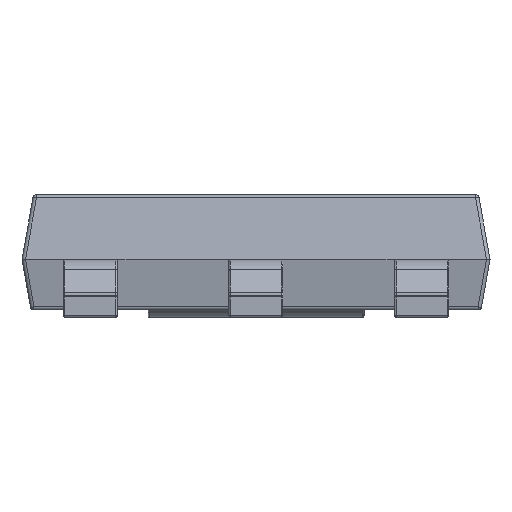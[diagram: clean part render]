
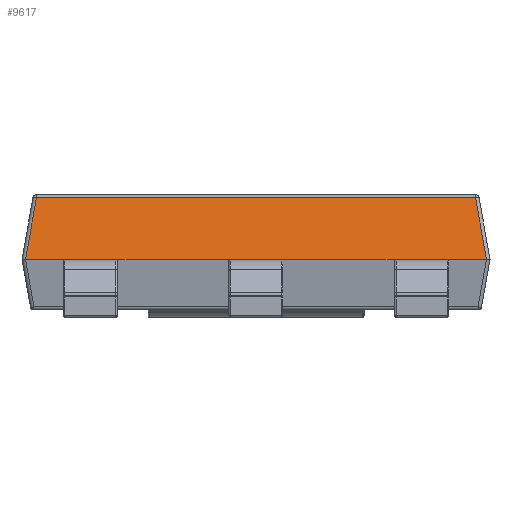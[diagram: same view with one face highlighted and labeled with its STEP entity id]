
A CAD part, front view. The second image highlights one B-rep face of the part: STEP entity #9617.
In plain terms, the highlighted planar face has unit normal (0, -0.985, 0.174).
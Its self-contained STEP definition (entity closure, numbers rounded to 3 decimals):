
#325 = EDGE_CURVE ( 'NONE', #5199, #9970, #5963, .T. ) ;
#406 = DIRECTION ( 'NONE',  ( -0.171, -0.171, -0.97 ) ) ;
#577 = CARTESIAN_POINT ( 'NONE',  ( -3.049, -1.599, 1.659 ) ) ;
#646 = VERTEX_POINT ( 'NONE', #6596 ) ;
#656 = CARTESIAN_POINT ( 'NONE',  ( -3.25, -1.599, 1.659 ) ) ;
#877 = DIRECTION ( 'NONE',  ( 0., -0.985, 0.174 ) ) ;
#998 = CARTESIAN_POINT ( 'NONE',  ( 2.655, -1.75, 0.8 ) ) ;
#1128 = EDGE_CURVE ( 'NONE', #5548, #1382, #3535, .T. ) ;
#1201 = LINE ( 'NONE', #5483, #7855 ) ;
#1256 = VERTEX_POINT ( 'NONE', #7717 ) ;
#1365 = CARTESIAN_POINT ( 'NONE',  ( -3.25, -1.75, 0.8 ) ) ;
#1382 = VERTEX_POINT ( 'NONE', #3010 ) ;
#1444 = CARTESIAN_POINT ( 'NONE',  ( 3.201, -1.75, 0.8 ) ) ;
#1453 = VECTOR ( 'NONE', #2986, 1000. ) ;
#1498 = ORIENTED_EDGE ( 'NONE', *, *, #3258, .T. ) ;
#1630 = PLANE ( 'NONE',  #7778 ) ;
#1637 = EDGE_CURVE ( 'NONE', #7551, #3639, #8439, .T. ) ;
#1667 = LINE ( 'NONE', #1727, #10486 ) ;
#1674 = VECTOR ( 'NONE', #9675, 1000. ) ;
#1727 = CARTESIAN_POINT ( 'NONE',  ( -3.25, -1.75, 0.8 ) ) ;
#1812 = LINE ( 'NONE', #656, #8312 ) ;
#1828 = EDGE_CURVE ( 'NONE', #2394, #5548, #1812, .T. ) ;
#2374 = DIRECTION ( 'NONE',  ( 1., 0., 0. ) ) ;
#2394 = VERTEX_POINT ( 'NONE', #2773 ) ;
#2514 = LINE ( 'NONE', #5575, #4987 ) ;
#2515 = EDGE_CURVE ( 'NONE', #1256, #5199, #1201, .T. ) ;
#2717 = LINE ( 'NONE', #1365, #1453 ) ;
#2773 = CARTESIAN_POINT ( 'NONE',  ( 3.049, -1.599, 1.659 ) ) ;
#2911 = ORIENTED_EDGE ( 'NONE', *, *, #10029, .T. ) ;
#2915 = CARTESIAN_POINT ( 'NONE',  ( -3.25, -1.75, 0.8 ) ) ;
#2941 = EDGE_CURVE ( 'NONE', #9970, #2394, #8331, .T. ) ;
#2986 = DIRECTION ( 'NONE',  ( 1., 0., 0. ) ) ;
#3010 = CARTESIAN_POINT ( 'NONE',  ( -3.201, -1.75, 0.8 ) ) ;
#3258 = EDGE_CURVE ( 'NONE', #3639, #3945, #1667, .T. ) ;
#3380 = DIRECTION ( 'NONE',  ( 1., 0., 0. ) ) ;
#3455 = DIRECTION ( 'NONE',  ( -0.171, 0.171, 0.97 ) ) ;
#3535 = LINE ( 'NONE', #7576, #7927 ) ;
#3639 = VERTEX_POINT ( 'NONE', #4475 ) ;
#3914 = ORIENTED_EDGE ( 'NONE', *, *, #9121, .T. ) ;
#3945 = VERTEX_POINT ( 'NONE', #3976 ) ;
#3976 = CARTESIAN_POINT ( 'NONE',  ( -0.355, -1.75, 0.8 ) ) ;
#4403 = ORIENTED_EDGE ( 'NONE', *, *, #6424, .T. ) ;
#4475 = CARTESIAN_POINT ( 'NONE',  ( -1.945, -1.75, 0.8 ) ) ;
#4699 = CARTESIAN_POINT ( 'NONE',  ( -3.25, -1.75, 0.8 ) ) ;
#4795 = CARTESIAN_POINT ( 'NONE',  ( -3.25, -1.75, 0.8 ) ) ;
#4911 = VECTOR ( 'NONE', #10168, 1000. ) ;
#4987 = VECTOR ( 'NONE', #7189, 1000. ) ;
#5103 = CARTESIAN_POINT ( 'NONE',  ( 3.012, -1.561, 1.871 ) ) ;
#5199 = VERTEX_POINT ( 'NONE', #998 ) ;
#5364 = ORIENTED_EDGE ( 'NONE', *, *, #325, .T. ) ;
#5483 = CARTESIAN_POINT ( 'NONE',  ( -3.25, -1.75, 0.8 ) ) ;
#5548 = VERTEX_POINT ( 'NONE', #577 ) ;
#5575 = CARTESIAN_POINT ( 'NONE',  ( -3.25, -1.75, 0.8 ) ) ;
#5963 = LINE ( 'NONE', #4699, #7216 ) ;
#6392 = DIRECTION ( 'NONE',  ( 1., 0., 0. ) ) ;
#6424 = EDGE_CURVE ( 'NONE', #646, #1256, #6795, .T. ) ;
#6494 = DIRECTION ( 'NONE',  ( 0., -0.174, -0.985 ) ) ;
#6596 = CARTESIAN_POINT ( 'NONE',  ( 0.355, -1.75, 0.8 ) ) ;
#6704 = VECTOR ( 'NONE', #3455, 1000. ) ;
#6795 = LINE ( 'NONE', #4795, #1674 ) ;
#6811 = ORIENTED_EDGE ( 'NONE', *, *, #1828, .T. ) ;
#7189 = DIRECTION ( 'NONE',  ( 1., 0., 0. ) ) ;
#7216 = VECTOR ( 'NONE', #2374, 1000. ) ;
#7341 = CARTESIAN_POINT ( 'NONE',  ( -3.25, -1.75, 0.8 ) ) ;
#7503 = FACE_OUTER_BOUND ( 'NONE', #9158, .T. ) ;
#7551 = VERTEX_POINT ( 'NONE', #8066 ) ;
#7576 = CARTESIAN_POINT ( 'NONE',  ( -3.202, -1.751, 0.792 ) ) ;
#7717 = CARTESIAN_POINT ( 'NONE',  ( 1.945, -1.75, 0.8 ) ) ;
#7778 = AXIS2_PLACEMENT_3D ( 'NONE', #7341, #877, #6494 ) ;
#7855 = VECTOR ( 'NONE', #6392, 1000. ) ;
#7927 = VECTOR ( 'NONE', #406, 1000. ) ;
#8024 = ORIENTED_EDGE ( 'NONE', *, *, #2515, .T. ) ;
#8066 = CARTESIAN_POINT ( 'NONE',  ( -2.655, -1.75, 0.8 ) ) ;
#8110 = ORIENTED_EDGE ( 'NONE', *, *, #1637, .T. ) ;
#8312 = VECTOR ( 'NONE', #10289, 1000. ) ;
#8331 = LINE ( 'NONE', #5103, #6704 ) ;
#8439 = LINE ( 'NONE', #2915, #4911 ) ;
#9121 = EDGE_CURVE ( 'NONE', #1382, #7551, #2514, .T. ) ;
#9158 = EDGE_LOOP ( 'NONE', ( #6811, #10477, #3914, #8110, #1498, #2911, #4403, #8024, #5364, #9772 ) ) ;
#9617 = ADVANCED_FACE ( 'NONE', ( #7503 ), #1630, .T. ) ;
#9675 = DIRECTION ( 'NONE',  ( 1., 0., 0. ) ) ;
#9772 = ORIENTED_EDGE ( 'NONE', *, *, #2941, .T. ) ;
#9970 = VERTEX_POINT ( 'NONE', #1444 ) ;
#10029 = EDGE_CURVE ( 'NONE', #3945, #646, #2717, .T. ) ;
#10168 = DIRECTION ( 'NONE',  ( 1., 0., 0. ) ) ;
#10289 = DIRECTION ( 'NONE',  ( -1., 0., 0. ) ) ;
#10477 = ORIENTED_EDGE ( 'NONE', *, *, #1128, .T. ) ;
#10486 = VECTOR ( 'NONE', #3380, 1000. ) ;
